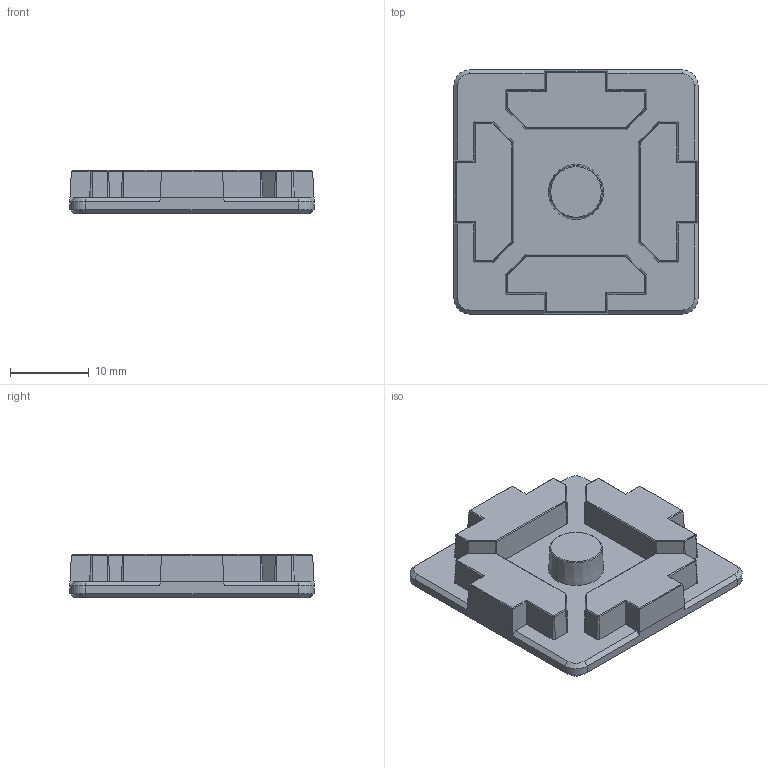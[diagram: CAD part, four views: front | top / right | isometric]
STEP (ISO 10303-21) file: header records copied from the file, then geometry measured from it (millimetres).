
FILE_DESCRIPTION (( 'STEP AP214' ), '1' );
FILE_NAME ('Tampa perfil.STEP', '2025-06-09T02:48:55', ( '' ), ( '' ), 'SwSTEP 2.0', 'SolidWorks 2024', '' );
FILE_SCHEMA (( 'AUTOMOTIVE_DESIGN' ));
Length unit declared in the file: millimetre
Products named in the file (1): Tampa perfil
Bounding box: 31 x 31 x 5.5 mm (x, y, z)
Volume: 3424.4 mm3; surface area: 2781.9 mm2
Topology: 1 solids, 1 shells, 167 faces, 410 edges, 246 vertices
Faces by surface type: plane 103, cone 60, cylinder 4
Entity records: 4825 total; most frequent: DIRECTION 840, CARTESIAN_POINT 824, ORIENTED_EDGE 820, EDGE_CURVE 410, LINE 316, VECTOR 316, AXIS2_PLACEMENT_3D 262, VERTEX_POINT 246
